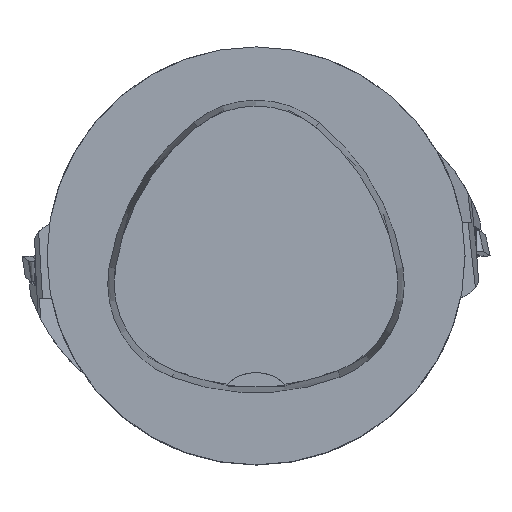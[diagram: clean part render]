
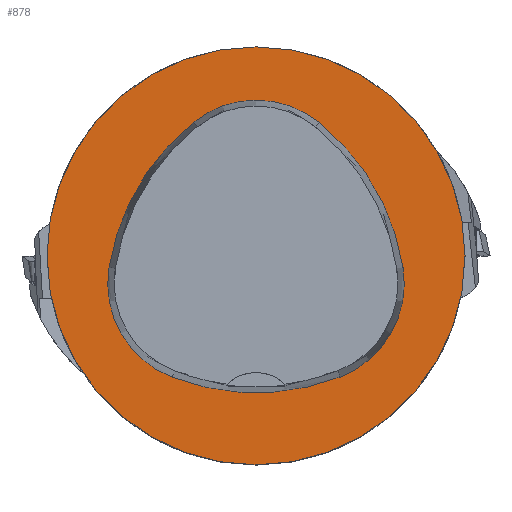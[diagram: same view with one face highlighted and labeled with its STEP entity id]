
A CAD part, top view. The second image highlights one B-rep face of the part: STEP entity #878.
In plain terms, the highlighted planar face has unit normal (0, 0, 1).
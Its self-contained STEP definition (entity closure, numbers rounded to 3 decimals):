
#389=CIRCLE('',#4681,25.);
#390=CIRCLE('',#4687,28.);
#392=CIRCLE('',#4690,12.);
#394=CIRCLE('',#4693,28.);
#396=CIRCLE('',#4696,12.);
#400=CIRCLE('',#4701,28.);
#402=CIRCLE('',#4704,12.);
#878=ADVANCED_FACE('',(#1181,#1182),#1054,.T.);
#1054=PLANE('',#4709);
#1181=FACE_BOUND('',#1409,.T.);
#1182=FACE_BOUND('',#1410,.T.);
#1409=EDGE_LOOP('',(#2333,#2334,#2335,#2336,#2337,#2338));
#1410=EDGE_LOOP('',(#2339));
#2333=ORIENTED_EDGE('',*,*,#3437,.T.);
#2334=ORIENTED_EDGE('',*,*,#3417,.T.);
#2335=ORIENTED_EDGE('',*,*,#3421,.T.);
#2336=ORIENTED_EDGE('',*,*,#3424,.T.);
#2337=ORIENTED_EDGE('',*,*,#3427,.T.);
#2338=ORIENTED_EDGE('',*,*,#3435,.T.);
#2339=ORIENTED_EDGE('',*,*,#3408,.F.);
#2901=VERTEX_POINT('',#7170);
#2910=VERTEX_POINT('',#7189);
#2911=VERTEX_POINT('',#7190);
#2914=VERTEX_POINT('',#7198);
#2916=VERTEX_POINT('',#7204);
#2918=VERTEX_POINT('',#7210);
#2925=VERTEX_POINT('',#7231);
#3408=EDGE_CURVE('',#2901,#2901,#389,.T.);
#3417=EDGE_CURVE('',#2910,#2911,#390,.T.);
#3421=EDGE_CURVE('',#2911,#2914,#392,.T.);
#3424=EDGE_CURVE('',#2914,#2916,#394,.T.);
#3427=EDGE_CURVE('',#2916,#2918,#396,.T.);
#3435=EDGE_CURVE('',#2918,#2925,#400,.T.);
#3437=EDGE_CURVE('',#2925,#2910,#402,.T.);
#4681=AXIS2_PLACEMENT_3D('',#7169,#5578,#5579);
#4687=AXIS2_PLACEMENT_3D('',#7188,#5594,#5595);
#4690=AXIS2_PLACEMENT_3D('',#7197,#5602,#5603);
#4693=AXIS2_PLACEMENT_3D('',#7203,#5609,#5610);
#4696=AXIS2_PLACEMENT_3D('',#7209,#5616,#5617);
#4701=AXIS2_PLACEMENT_3D('',#7232,#5628,#5629);
#4704=AXIS2_PLACEMENT_3D('',#7235,#5634,#5635);
#4709=AXIS2_PLACEMENT_3D('',#7240,#5644,#5645);
#5578=DIRECTION('',(0.,0.,-1.));
#5579=DIRECTION('',(-1.,0.,0.));
#5594=DIRECTION('',(0.,0.,-1.));
#5595=DIRECTION('',(-1.,0.,0.));
#5602=DIRECTION('',(0.,0.,-1.));
#5603=DIRECTION('',(-1.,0.,0.));
#5609=DIRECTION('',(0.,0.,-1.));
#5610=DIRECTION('',(-1.,0.,0.));
#5616=DIRECTION('',(0.,0.,-1.));
#5617=DIRECTION('',(-1.,0.,0.));
#5628=DIRECTION('',(0.,0.,-1.));
#5629=DIRECTION('',(-1.,0.,0.));
#5634=DIRECTION('',(0.,0.,-1.));
#5635=DIRECTION('',(-1.,0.,0.));
#5644=DIRECTION('',(0.,0.,1.));
#5645=DIRECTION('',(-1.,0.,0.));
#7169=CARTESIAN_POINT('',(0.,0.,0.));
#7170=CARTESIAN_POINT('',(-25.,0.,0.));
#7188=CARTESIAN_POINT('',(10.068,-5.824,0.));
#7189=CARTESIAN_POINT('',(-17.584,-1.424,0.));
#7190=CARTESIAN_POINT('',(-7.531,15.953,0.));
#7197=CARTESIAN_POINT('',(0.011,6.62,0.));
#7198=CARTESIAN_POINT('',(7.567,15.942,0.));
#7203=CARTESIAN_POINT('',(-10.063,-5.81,0.));
#7204=CARTESIAN_POINT('',(17.59,-1.418,0.));
#7209=CARTESIAN_POINT('',(5.739,-3.3,0.));
#7210=CARTESIAN_POINT('',(10.05,-14.499,0.));
#7231=CARTESIAN_POINT('',(-10.025,-14.516,0.));
#7232=CARTESIAN_POINT('',(-0.01,11.631,0.));
#7235=CARTESIAN_POINT('',(-5.733,-3.31,0.));
#7240=CARTESIAN_POINT('',(0.,0.,0.));
